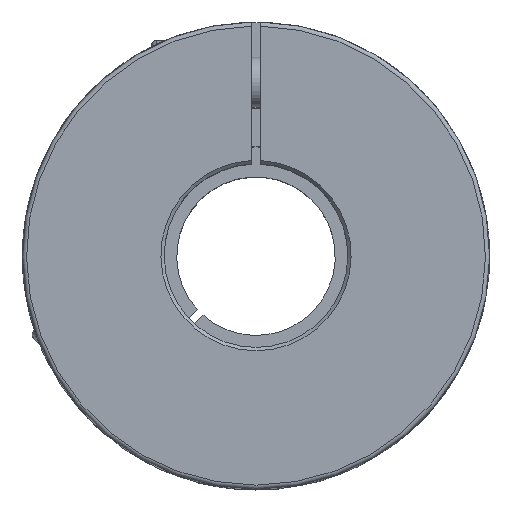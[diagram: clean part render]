
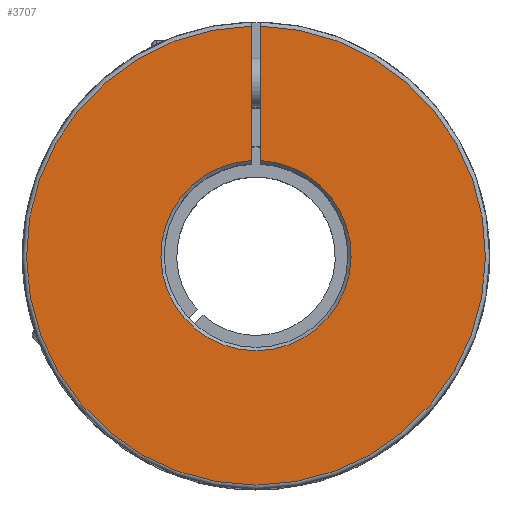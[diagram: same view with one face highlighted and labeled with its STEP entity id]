
A CAD part, top view. The second image highlights one B-rep face of the part: STEP entity #3707.
In plain terms, the highlighted planar face has unit normal (0, 0, 1).
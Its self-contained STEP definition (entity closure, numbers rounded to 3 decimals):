
#217=LINE('',#5697,#435);
#218=LINE('',#5698,#436);
#435=VECTOR('',#4721,1000.);
#436=VECTOR('',#4722,1000.);
#1173=ORIENTED_EDGE('',*,*,#1711,.T.);
#1174=ORIENTED_EDGE('',*,*,#1712,.F.);
#1175=ORIENTED_EDGE('',*,*,#1710,.F.);
#1176=ORIENTED_EDGE('',*,*,#1713,.F.);
#1710=EDGE_CURVE('',#2016,#2015,#2198,.T.);
#1711=EDGE_CURVE('',#2017,#2018,#2199,.T.);
#1712=EDGE_CURVE('',#2015,#2018,#217,.T.);
#1713=EDGE_CURVE('',#2017,#2016,#218,.T.);
#2015=VERTEX_POINT('',#5686);
#2016=VERTEX_POINT('',#5691);
#2017=VERTEX_POINT('',#5695);
#2018=VERTEX_POINT('',#5696);
#2198=CIRCLE('',#3986,27.5);
#2199=CIRCLE('',#3988,11.4);
#2346=EDGE_LOOP('',(#1173,#1174,#1175,#1176));
#2522=FACE_BOUND('',#2346,.T.);
#2632=PLANE('',#3987);
#3707=ADVANCED_FACE('',(#2522),#2632,.F.);
#3986=AXIS2_PLACEMENT_3D('',#5692,#4715,#4716);
#3987=AXIS2_PLACEMENT_3D('',#5693,#4717,#4718);
#3988=AXIS2_PLACEMENT_3D('',#5694,#4719,#4720);
#4715=DIRECTION('',(0.,0.,-1.));
#4716=DIRECTION('',(-1.,0.,0.));
#4717=DIRECTION('',(0.,0.,-1.));
#4718=DIRECTION('',(-1.,0.,0.));
#4719=DIRECTION('',(0.,0.,-1.));
#4720=DIRECTION('',(-1.,0.,0.));
#4721=DIRECTION('',(0.,-1.,0.));
#4722=DIRECTION('',(0.,1.,0.));
#5686=CARTESIAN_POINT('',(-0.5,27.495,58.));
#5691=CARTESIAN_POINT('',(0.5,27.495,58.));
#5692=CARTESIAN_POINT('',(0.,0.,58.));
#5693=CARTESIAN_POINT('',(0.,0.,58.));
#5694=CARTESIAN_POINT('',(0.,0.,58.));
#5695=CARTESIAN_POINT('',(0.5,11.389,58.));
#5696=CARTESIAN_POINT('',(-0.5,11.389,58.));
#5697=CARTESIAN_POINT('',(-0.5,28.,58.));
#5698=CARTESIAN_POINT('',(0.5,0.,58.));
